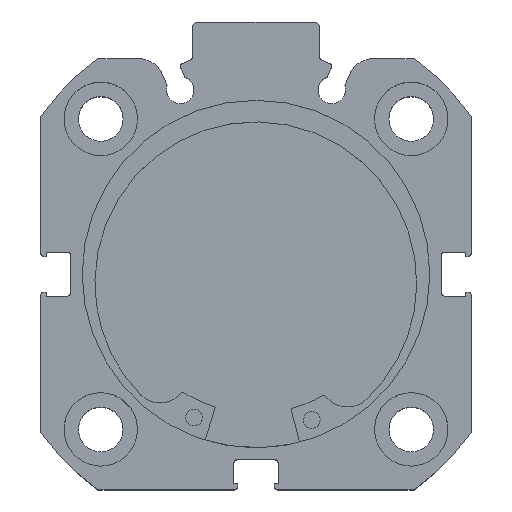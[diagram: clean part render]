
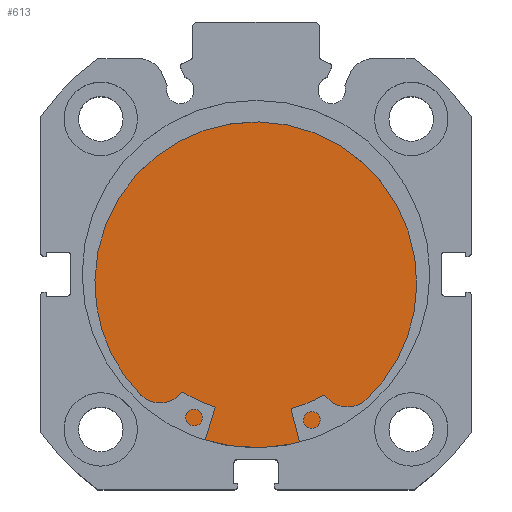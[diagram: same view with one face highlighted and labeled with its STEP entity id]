
A CAD part, top view. The second image highlights one B-rep face of the part: STEP entity #613.
In plain terms, the highlighted face is planar.
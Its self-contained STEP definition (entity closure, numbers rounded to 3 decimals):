
#45 = ORIENTED_EDGE ( 'NONE', *, *, #691, .F. ) ;
#403 = VERTEX_POINT ( 'NONE', #4520 ) ;
#613 = ADVANCED_FACE ( 'NONE', ( #4206 ), #4566, .F. ) ;
#631 = ORIENTED_EDGE ( 'NONE', *, *, #688, .F. ) ;
#688 = EDGE_CURVE ( 'NONE', #403, #2552, #4243, .T. ) ;
#691 = EDGE_CURVE ( 'NONE', #2552, #403, #4248, .T. ) ;
#2398 = CARTESIAN_POINT ( 'NONE',  ( 9., 0., -26. ) ) ;
#2552 = VERTEX_POINT ( 'NONE', #2398 ) ;
#3784 = EDGE_LOOP ( 'NONE', ( #631, #45 ) ) ;
#4206 = FACE_OUTER_BOUND ( 'NONE', #3784, .T. ) ;
#4243 = CIRCLE ( 'NONE', #5644, 26. ) ;
#4248 = CIRCLE ( 'NONE', #5607, 26. ) ;
#4493 = CARTESIAN_POINT ( 'NONE',  ( 9., 26., 0. ) ) ;
#4519 = CARTESIAN_POINT ( 'NONE',  ( 9., 0., 0. ) ) ;
#4520 = CARTESIAN_POINT ( 'NONE',  ( 9., 0., 26. ) ) ;
#4562 = DIRECTION ( 'NONE',  ( -1., 0., 0. ) ) ;
#4563 = DIRECTION ( 'NONE',  ( 0., 0., 1. ) ) ;
#4566 = PLANE ( 'NONE',  #5597 ) ;
#5005 = DIRECTION ( 'NONE',  ( 0., 0., 1. ) ) ;
#5053 = DIRECTION ( 'NONE',  ( -1., 0., 0. ) ) ;
#5070 = CARTESIAN_POINT ( 'NONE',  ( 9., 0., 0. ) ) ;
#5091 = DIRECTION ( 'NONE',  ( 0., 0., 1. ) ) ;
#5096 = DIRECTION ( 'NONE',  ( -1., 0., 0. ) ) ;
#5597 = AXIS2_PLACEMENT_3D ( 'NONE', #4493, #4562, #4563 ) ;
#5607 = AXIS2_PLACEMENT_3D ( 'NONE', #5070, #5096, #5091 ) ;
#5644 = AXIS2_PLACEMENT_3D ( 'NONE', #4519, #5053, #5005 ) ;
